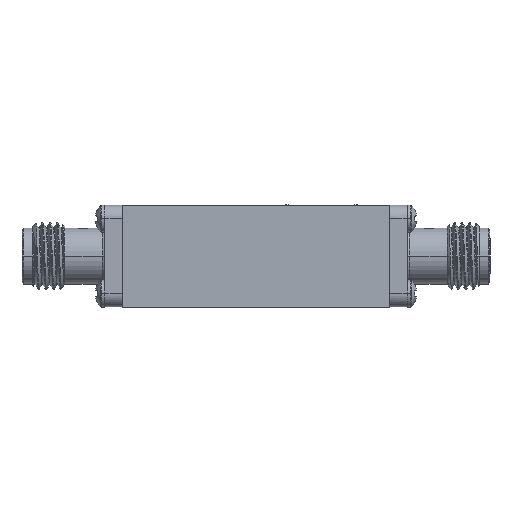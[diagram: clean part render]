
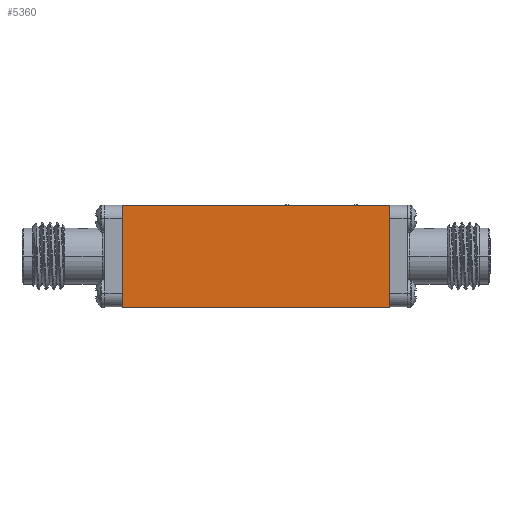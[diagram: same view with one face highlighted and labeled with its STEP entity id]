
A CAD part, front view. The second image highlights one B-rep face of the part: STEP entity #5360.
In plain terms, the highlighted planar face has unit normal (0, -1, 0).
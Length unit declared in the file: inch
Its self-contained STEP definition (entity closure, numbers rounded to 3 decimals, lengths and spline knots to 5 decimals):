
#640 = EDGE_LOOP ( 'NONE', ( #36129, #21412, #28887, #17040 ) ) ;
#3283 = LINE ( 'NONE', #32391, #17589 ) ;
#3295 = CARTESIAN_POINT ( 'NONE',  ( 0.5, -0.25, 0.19094 ) ) ;
#5360 = ADVANCED_FACE ( 'NONE', ( #12711 ), #32745, .F. ) ;
#6033 = AXIS2_PLACEMENT_3D ( 'NONE', #29386, #17629, #17223 ) ;
#7479 = DIRECTION ( 'NONE',  ( 0., 0., -1. ) ) ;
#8839 = VERTEX_POINT ( 'NONE', #3295 ) ;
#10821 = CARTESIAN_POINT ( 'NONE',  ( 0.5, -0.25, 0.19094 ) ) ;
#11719 = VERTEX_POINT ( 'NONE', #33722 ) ;
#12711 = FACE_OUTER_BOUND ( 'NONE', #640, .T. ) ;
#14993 = DIRECTION ( 'NONE',  ( 1., 0., 0. ) ) ;
#17040 = ORIENTED_EDGE ( 'NONE', *, *, #22548, .T. ) ;
#17223 = DIRECTION ( 'NONE',  ( 0., 0., 1. ) ) ;
#17589 = VECTOR ( 'NONE', #25975, 39.37008 ) ;
#17629 = DIRECTION ( 'NONE',  ( 0., 1., 0. ) ) ;
#18098 = CARTESIAN_POINT ( 'NONE',  ( -0.5, -0.25, 0.19094 ) ) ;
#18212 = CARTESIAN_POINT ( 'NONE',  ( -0.5, -0.25, -0.19094 ) ) ;
#20683 = VERTEX_POINT ( 'NONE', #33393 ) ;
#21412 = ORIENTED_EDGE ( 'NONE', *, *, #38719, .F. ) ;
#22548 = EDGE_CURVE ( 'NONE', #20683, #27772, #38127, .T. ) ;
#23274 = VECTOR ( 'NONE', #30132, 39.37008 ) ;
#25610 = CARTESIAN_POINT ( 'NONE',  ( -0.5, -0.25, -0.19094 ) ) ;
#25975 = DIRECTION ( 'NONE',  ( 1., 0., 0. ) ) ;
#27772 = VERTEX_POINT ( 'NONE', #25610 ) ;
#28887 = ORIENTED_EDGE ( 'NONE', *, *, #34969, .F. ) ;
#29223 = LINE ( 'NONE', #18212, #39299 ) ;
#29386 = CARTESIAN_POINT ( 'NONE',  ( -0.5, -0.25, 0.19094 ) ) ;
#30055 = EDGE_CURVE ( 'NONE', #27772, #11719, #29223, .T. ) ;
#30132 = DIRECTION ( 'NONE',  ( 0., 0., -1. ) ) ;
#31757 = VECTOR ( 'NONE', #7479, 39.37008 ) ;
#32391 = CARTESIAN_POINT ( 'NONE',  ( -0.5, -0.25, 0.19094 ) ) ;
#32745 = PLANE ( 'NONE',  #6033 ) ;
#33393 = CARTESIAN_POINT ( 'NONE',  ( -0.5, -0.25, 0.19094 ) ) ;
#33722 = CARTESIAN_POINT ( 'NONE',  ( 0.5, -0.25, -0.19094 ) ) ;
#34969 = EDGE_CURVE ( 'NONE', #20683, #8839, #3283, .T. ) ;
#36113 = LINE ( 'NONE', #10821, #31757 ) ;
#36129 = ORIENTED_EDGE ( 'NONE', *, *, #30055, .T. ) ;
#38127 = LINE ( 'NONE', #18098, #23274 ) ;
#38719 = EDGE_CURVE ( 'NONE', #8839, #11719, #36113, .T. ) ;
#39299 = VECTOR ( 'NONE', #14993, 39.37008 ) ;
